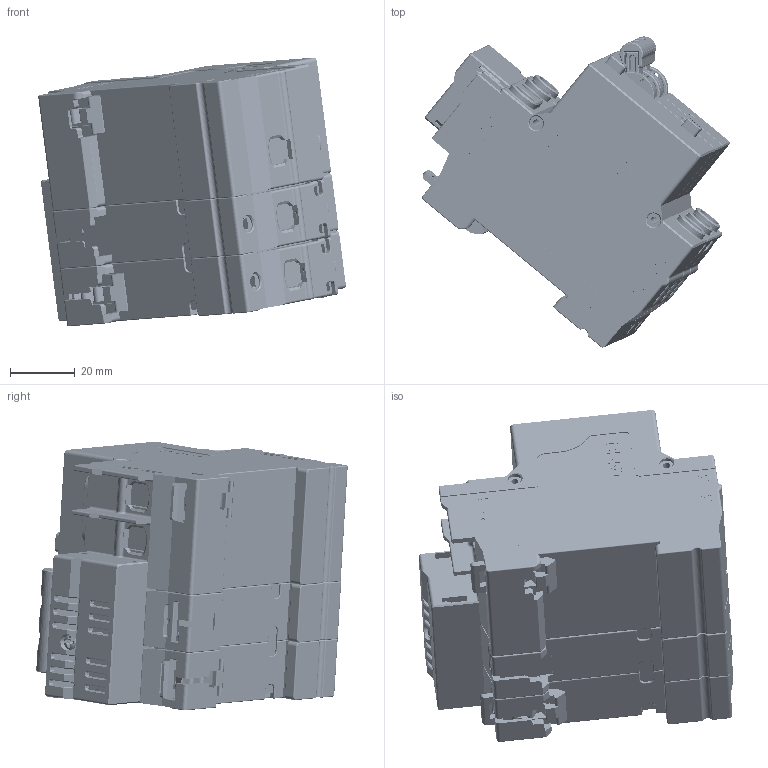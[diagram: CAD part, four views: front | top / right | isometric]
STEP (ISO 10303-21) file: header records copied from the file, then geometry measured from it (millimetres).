
FILE_DESCRIPTION((''),'2;1');
FILE_NAME('NXBLE-63_2P','2023-07-26T16:52:50',('yindm'),(''),'CREO PARAMETRIC BY PTC INC, 2020044','CREO PARAMETRIC BY PTC INC, 2020044','');
FILE_SCHEMA(('CONFIG_CONTROL_DESIGN','SHAPE_APPEARANCE_LAYERS_GROUPS'));
Products named in the file (1): NXBLE-63_2P
Bounding box: 94.69 x 95.88 x 82.76 mm (x, y, z)
Volume: 231840.6 mm3; surface area: 167928.7 mm2
Topology: 2 solids, 51 shells, 7912 faces, 22015 edges, 14223 vertices
Faces by surface type: plane 4561, cylinder 2220, cone 391, torus 269, bspline 257, extrusion 191, sphere 23
Entity records: 271630 total; most frequent: CARTESIAN_POINT 68298, ORIENTED_EDGE 43808, DIRECTION 40696, EDGE_CURVE 21990, VECTOR 15154, LINE 14963, VERTEX_POINT 14223, AXIS2_PLACEMENT_3D 12771
